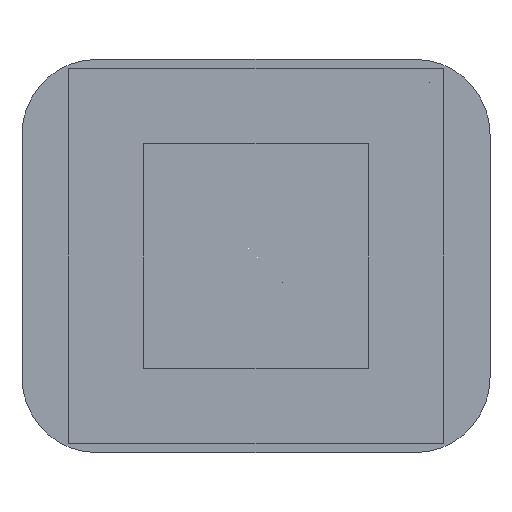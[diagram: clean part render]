
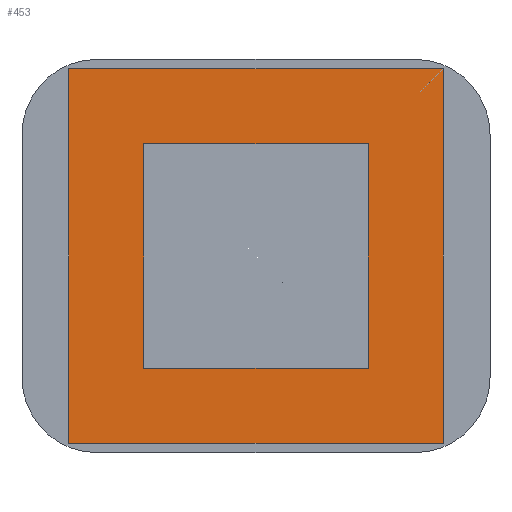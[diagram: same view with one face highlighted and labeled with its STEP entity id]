
A CAD part, front view. The second image highlights one B-rep face of the part: STEP entity #453.
In plain terms, the highlighted planar face has unit normal (0, -1, 0).
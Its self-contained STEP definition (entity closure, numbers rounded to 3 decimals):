
#21 = VERTEX_POINT ( 'NONE', #1016 ) ;
#59 = VECTOR ( 'NONE', #1419, 1000. ) ;
#78 = DIRECTION ( 'NONE',  ( 0., 0., -1. ) ) ;
#96 = VERTEX_POINT ( 'NONE', #1315 ) ;
#102 = EDGE_CURVE ( 'NONE', #591, #759, #608, .T. ) ;
#124 = ORIENTED_EDGE ( 'NONE', *, *, #757, .F. ) ;
#145 = DIRECTION ( 'NONE',  ( 0., 0., -1. ) ) ;
#164 = AXIS2_PLACEMENT_3D ( 'NONE', #1144, #805, #220 ) ;
#195 = CARTESIAN_POINT ( 'NONE',  ( -20., -5., -20. ) ) ;
#204 = EDGE_CURVE ( 'NONE', #96, #21, #1058, .T. ) ;
#220 = DIRECTION ( 'NONE',  ( 0., 0., 1. ) ) ;
#265 = LINE ( 'NONE', #743, #838 ) ;
#278 = VECTOR ( 'NONE', #1427, 1000. ) ;
#282 = CARTESIAN_POINT ( 'NONE',  ( -12., -5., 12. ) ) ;
#325 = FACE_OUTER_BOUND ( 'NONE', #834, .T. ) ;
#352 = CARTESIAN_POINT ( 'NONE',  ( -20., -5., 20. ) ) ;
#360 = VECTOR ( 'NONE', #708, 1000. ) ;
#390 = VECTOR ( 'NONE', #78, 1000. ) ;
#441 = CARTESIAN_POINT ( 'NONE',  ( -12., -5., -12. ) ) ;
#453 = ADVANCED_FACE ( 'NONE', ( #325, #919 ), #1015, .F. ) ;
#455 = VECTOR ( 'NONE', #1002, 1000. ) ;
#462 = VERTEX_POINT ( 'NONE', #691 ) ;
#494 = CARTESIAN_POINT ( 'NONE',  ( -12., -5., -12. ) ) ;
#541 = EDGE_CURVE ( 'NONE', #687, #591, #789, .T. ) ;
#562 = EDGE_LOOP ( 'NONE', ( #587, #632, #1183, #124 ) ) ;
#585 = VERTEX_POINT ( 'NONE', #1206 ) ;
#587 = ORIENTED_EDGE ( 'NONE', *, *, #792, .F. ) ;
#591 = VERTEX_POINT ( 'NONE', #721 ) ;
#608 = LINE ( 'NONE', #494, #360 ) ;
#626 = CARTESIAN_POINT ( 'NONE',  ( 12., -5., 12. ) ) ;
#632 = ORIENTED_EDGE ( 'NONE', *, *, #102, .F. ) ;
#650 = VERTEX_POINT ( 'NONE', #626 ) ;
#687 = VERTEX_POINT ( 'NONE', #1245 ) ;
#691 = CARTESIAN_POINT ( 'NONE',  ( -20., -5., 20. ) ) ;
#708 = DIRECTION ( 'NONE',  ( 1., 0., 0. ) ) ;
#721 = CARTESIAN_POINT ( 'NONE',  ( -12., -5., -12. ) ) ;
#725 = CARTESIAN_POINT ( 'NONE',  ( 20., -5., -20. ) ) ;
#743 = CARTESIAN_POINT ( 'NONE',  ( -20., -5., -20. ) ) ;
#745 = CARTESIAN_POINT ( 'NONE',  ( 12., -5., -12. ) ) ;
#751 = ORIENTED_EDGE ( 'NONE', *, *, #1023, .T. ) ;
#757 = EDGE_CURVE ( 'NONE', #650, #687, #1008, .T. ) ;
#759 = VERTEX_POINT ( 'NONE', #878 ) ;
#789 = LINE ( 'NONE', #441, #390 ) ;
#792 = EDGE_CURVE ( 'NONE', #759, #650, #1110, .T. ) ;
#805 = DIRECTION ( 'NONE',  ( 0., 1., 0. ) ) ;
#834 = EDGE_LOOP ( 'NONE', ( #1529, #751, #1082, #1399 ) ) ;
#838 = VECTOR ( 'NONE', #145, 1000. ) ;
#878 = CARTESIAN_POINT ( 'NONE',  ( 12., -5., -12. ) ) ;
#913 = VECTOR ( 'NONE', #1205, 1000. ) ;
#919 = FACE_BOUND ( 'NONE', #562, .T. ) ;
#922 = VECTOR ( 'NONE', #1229, 1000. ) ;
#939 = LINE ( 'NONE', #195, #59 ) ;
#1002 = DIRECTION ( 'NONE',  ( -1., 0., 0. ) ) ;
#1008 = LINE ( 'NONE', #282, #455 ) ;
#1015 = PLANE ( 'NONE',  #164 ) ;
#1016 = CARTESIAN_POINT ( 'NONE',  ( 20., -5., 20. ) ) ;
#1023 = EDGE_CURVE ( 'NONE', #21, #462, #1197, .T. ) ;
#1058 = LINE ( 'NONE', #725, #913 ) ;
#1082 = ORIENTED_EDGE ( 'NONE', *, *, #1370, .T. ) ;
#1099 = EDGE_CURVE ( 'NONE', #585, #96, #939, .T. ) ;
#1110 = LINE ( 'NONE', #745, #922 ) ;
#1144 = CARTESIAN_POINT ( 'NONE',  ( 0., -5., 0. ) ) ;
#1183 = ORIENTED_EDGE ( 'NONE', *, *, #541, .F. ) ;
#1197 = LINE ( 'NONE', #352, #278 ) ;
#1205 = DIRECTION ( 'NONE',  ( 0., 0., 1. ) ) ;
#1206 = CARTESIAN_POINT ( 'NONE',  ( -20., -5., -20. ) ) ;
#1229 = DIRECTION ( 'NONE',  ( 0., 0., 1. ) ) ;
#1245 = CARTESIAN_POINT ( 'NONE',  ( -12., -5., 12. ) ) ;
#1315 = CARTESIAN_POINT ( 'NONE',  ( 20., -5., -20. ) ) ;
#1370 = EDGE_CURVE ( 'NONE', #462, #585, #265, .T. ) ;
#1399 = ORIENTED_EDGE ( 'NONE', *, *, #1099, .T. ) ;
#1419 = DIRECTION ( 'NONE',  ( 1., 0., 0. ) ) ;
#1427 = DIRECTION ( 'NONE',  ( -1., 0., 0. ) ) ;
#1529 = ORIENTED_EDGE ( 'NONE', *, *, #204, .T. ) ;
